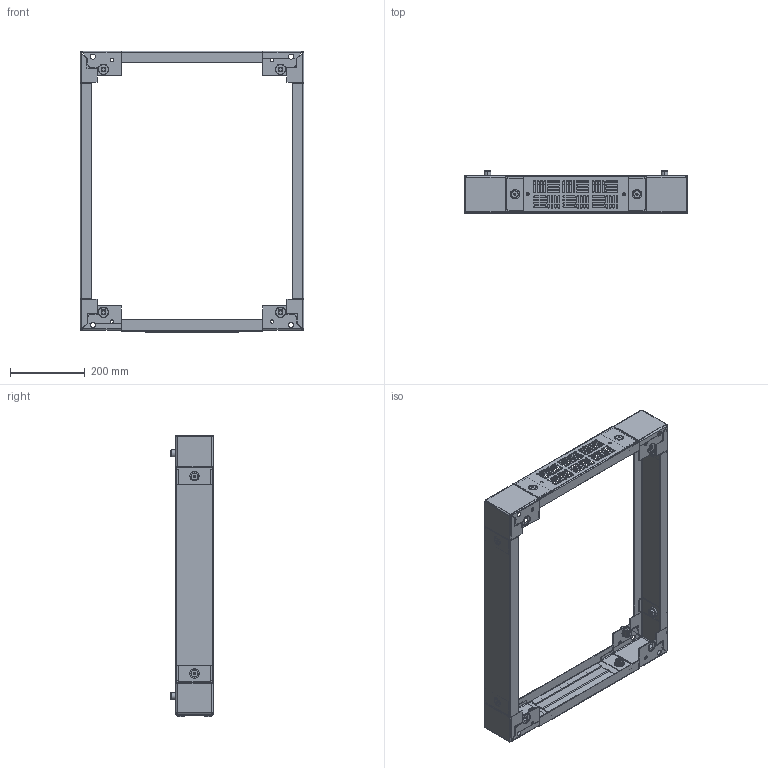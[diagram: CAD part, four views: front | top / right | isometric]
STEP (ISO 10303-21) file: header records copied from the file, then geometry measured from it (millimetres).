
FILE_DESCRIPTION (( 'STEP AP203' ), '1' );
FILE_NAME ('R1ZEIT681.STEP', '2014-03-31T13:55:58', ( 'Utente0011' ), ( 'Hewlett-Packard Company' ), 'SwSTEP 2.0', 'SolidWorks 2013', '' );
FILE_SCHEMA (( 'CONFIG_CONTROL_DESIGN' ));
Length unit declared in the file: millimetre
Products named in the file (12): A0200005; QB08C008_QB08C008; A5100367_Larghezza 250; A0300020; R1ZEIT681; QB08C078; A5100001; QB08T078; QB08C080; A3400003; A3400005; QB08C043old
Assembly tree (37 placements, depth 3):
  R1ZEIT681
    QB08C043old  x4
    QB08C008_QB08C008  x2
    A0300020  x8
    QB08T078
      QB08C078
      A5100001  x2
    QB08C080
    A3400003  x8
    A3400005  x4
    A0200005  x4
    A5100367_Larghezza 250  x2
Bounding box: 598.34 x 113.5 x 752.35 mm (x, y, z)
Volume: 1063794.3 mm3; surface area: 1041975.7 mm2
Topology: 48 solids, 48 shells, 3230 faces, 8384 edges, 5260 vertices
Faces by surface type: plane 1726, cylinder 1048, cone 392, torus 40, bspline 24
Entity records: 31818 total; most frequent: CARTESIAN_POINT 5819, DIRECTION 5144, ORIENTED_EDGE 4916, EDGE_CURVE 2458, AXIS2_PLACEMENT_3D 1783, VECTOR 1578, LINE 1578, VERTEX_POINT 1548
